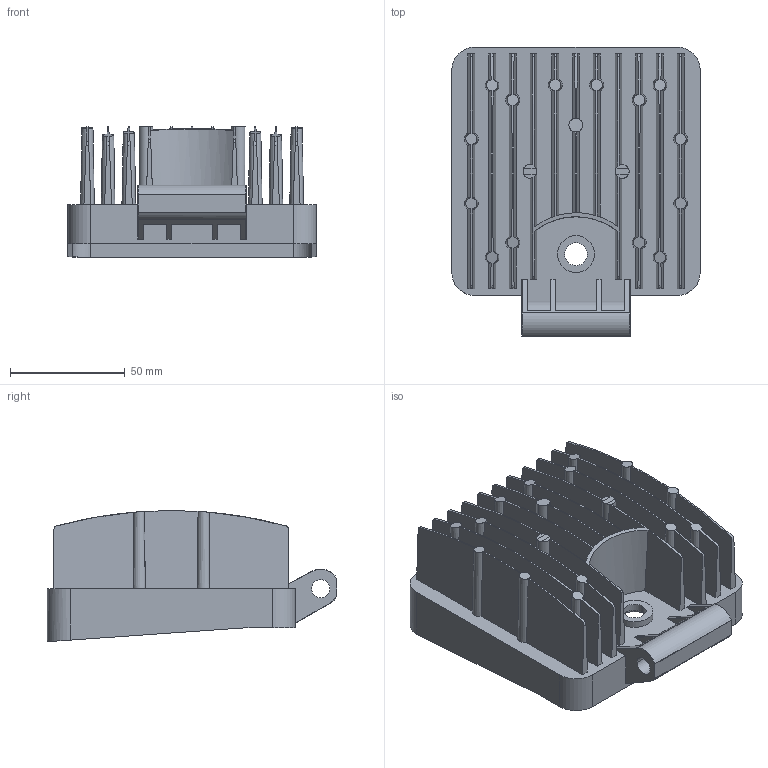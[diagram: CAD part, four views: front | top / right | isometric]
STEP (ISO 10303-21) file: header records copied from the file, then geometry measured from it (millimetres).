
FILE_DESCRIPTION (( 'STEP AP203' ), '1' );
FILE_NAME ('倳珆.731371.002 - 扻豵鵨.STEP', '2022-09-20T10:48:12', ( 'user' ), ( '' ), 'SwSTEP 2.0', 'SolidWorks 2021', '' );
FILE_SCHEMA (( 'CONFIG_CONTROL_DESIGN' ));
Length unit declared in the file: millimetre
Products named in the file (1): 倳珆.731371.002 - 扻豵鵨
Bounding box: 108 x 125.97 x 56.87 mm (x, y, z)
Volume: 131988.1 mm3; surface area: 113596.3 mm2
Topology: 2 solids, 2 shells, 307 faces, 854 edges, 555 vertices
Faces by surface type: plane 135, cylinder 108, cone 54, sphere 5, torus 3, bspline 2
Entity records: 10806 total; most frequent: CARTESIAN_POINT 3571, ORIENTED_EDGE 1692, DIRECTION 1314, EDGE_CURVE 846, VERTEX_POINT 555, AXIS2_PLACEMENT_3D 457, LINE 400, VECTOR 400
